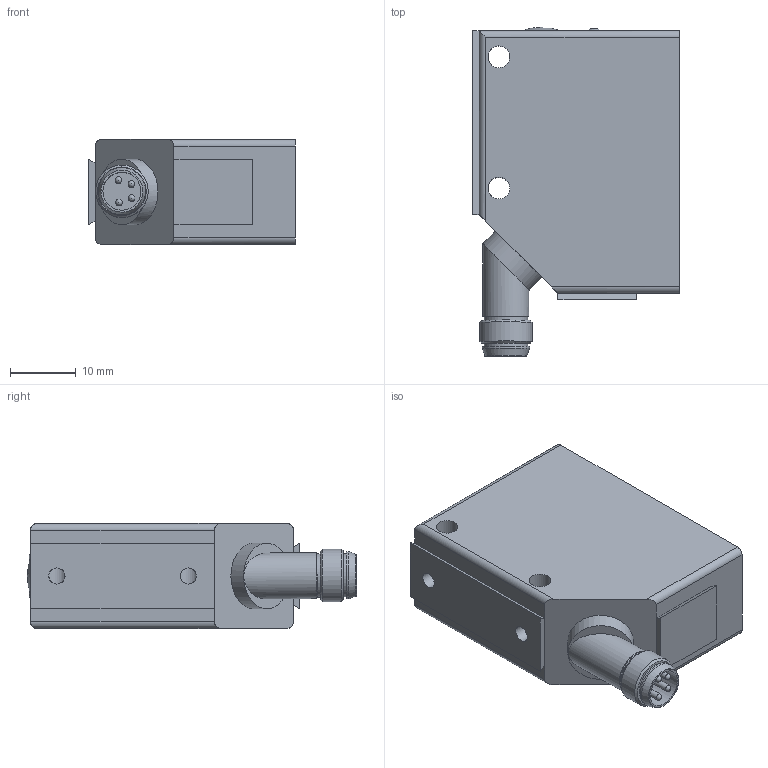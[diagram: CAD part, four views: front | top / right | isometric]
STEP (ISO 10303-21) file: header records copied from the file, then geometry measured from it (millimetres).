
FILE_DESCRIPTION(/* description */ (''),/* implementation_level */ '2;1');
FILE_NAME(/* name */ 'LHT_41_M_02_FG3-T4.stp',/* time_stamp */ '2015-07-21T14:07:53+02:00',/* author */ ('lck'),/* organization */ (''),/* preprocessor_version */ 'ST-DEVELOPER v15.6',/* originating_system */ 'Autodesk Inventor 2015',/* authorisation */ '');
FILE_SCHEMA (('AUTOMOTIVE_DESIGN { 1 0 10303 214 3 1 1 }'));
Length unit declared in the file: millimetre
Products named in the file (1): LHT_41_M_02_FG3-T4
Bounding box: 31.5 x 50.14 x 16 mm (x, y, z)
Volume: 18927.6 mm3; surface area: 5605.2 mm2
Topology: 1 solids, 9 shells, 119 faces, 257 edges, 167 vertices
Faces by surface type: plane 63, cylinder 45, sphere 5, cone 4, bspline 2
Full cylindrical faces by diameter (mm): 1 x4, 2 x4, 2.459 x2, 2.5 x3, 3.3 x2, 4.1 x1, 5.7 x1, 5.8 x2, 6.4 x1, 6.6 x2, 7 x1, 7.2 x1, 8 x1, 10 x1
Entity records: 3174 total; most frequent: CARTESIAN_POINT 749, DIRECTION 504, ORIENTED_EDGE 408, EDGE_CURVE 204, AXIS2_PLACEMENT_3D 204, EDGE_LOOP 181, VERTEX_POINT 149, FACE_OUTER_BOUND 119
